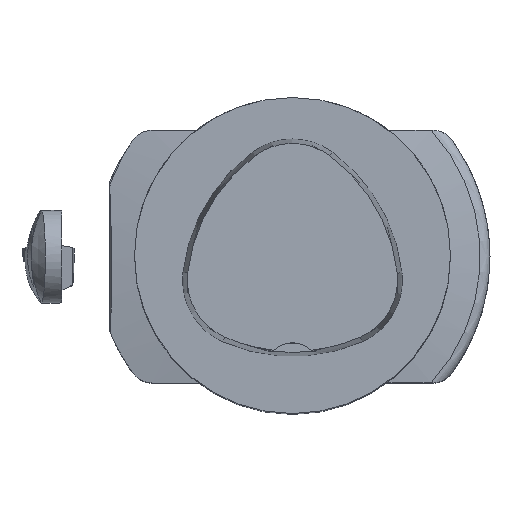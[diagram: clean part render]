
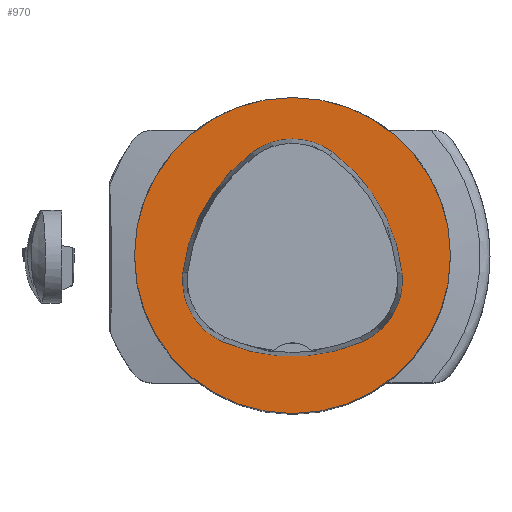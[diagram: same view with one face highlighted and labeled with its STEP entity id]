
A CAD part, top view. The second image highlights one B-rep face of the part: STEP entity #970.
In plain terms, the highlighted planar face has unit normal (0, 0, 1).
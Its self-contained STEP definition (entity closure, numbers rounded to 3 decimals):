
#296=FACE_BOUND('',#2082,.T.);
#297=FACE_BOUND('',#2083,.T.);
#375=CIRCLE('',#7989,40.);
#376=CIRCLE('',#7995,44.);
#378=CIRCLE('',#7998,17.);
#380=CIRCLE('',#8001,44.);
#382=CIRCLE('',#8004,17.);
#386=CIRCLE('',#8009,44.);
#388=CIRCLE('',#8012,17.);
#970=ADVANCED_FACE('',(#296,#297),#1360,.T.);
#1360=PLANE('',#8017);
#2082=EDGE_LOOP('',(#2751,#2752,#2753,#2754,#2755,#2756));
#2083=EDGE_LOOP('',(#2757));
#2751=ORIENTED_EDGE('',*,*,#5624,.T.);
#2752=ORIENTED_EDGE('',*,*,#5604,.T.);
#2753=ORIENTED_EDGE('',*,*,#5608,.T.);
#2754=ORIENTED_EDGE('',*,*,#5611,.T.);
#2755=ORIENTED_EDGE('',*,*,#5614,.T.);
#2756=ORIENTED_EDGE('',*,*,#5622,.T.);
#2757=ORIENTED_EDGE('',*,*,#5595,.F.);
#4805=VERTEX_POINT('',#10882);
#4814=VERTEX_POINT('',#10901);
#4815=VERTEX_POINT('',#10902);
#4818=VERTEX_POINT('',#10910);
#4820=VERTEX_POINT('',#10916);
#4822=VERTEX_POINT('',#10922);
#4829=VERTEX_POINT('',#10943);
#5595=EDGE_CURVE('',#4805,#4805,#375,.T.);
#5604=EDGE_CURVE('',#4814,#4815,#376,.T.);
#5608=EDGE_CURVE('',#4815,#4818,#378,.T.);
#5611=EDGE_CURVE('',#4818,#4820,#380,.T.);
#5614=EDGE_CURVE('',#4820,#4822,#382,.T.);
#5622=EDGE_CURVE('',#4822,#4829,#386,.T.);
#5624=EDGE_CURVE('',#4829,#4814,#388,.T.);
#7989=AXIS2_PLACEMENT_3D('',#10881,#8834,#8835);
#7995=AXIS2_PLACEMENT_3D('',#10900,#8850,#8851);
#7998=AXIS2_PLACEMENT_3D('',#10909,#8858,#8859);
#8001=AXIS2_PLACEMENT_3D('',#10915,#8865,#8866);
#8004=AXIS2_PLACEMENT_3D('',#10921,#8872,#8873);
#8009=AXIS2_PLACEMENT_3D('',#10944,#8884,#8885);
#8012=AXIS2_PLACEMENT_3D('',#10947,#8890,#8891);
#8017=AXIS2_PLACEMENT_3D('',#10952,#8900,#8901);
#8834=DIRECTION('',(0.,0.,-1.));
#8835=DIRECTION('',(-1.,0.,0.));
#8850=DIRECTION('',(0.,0.,-1.));
#8851=DIRECTION('',(-1.,0.,0.));
#8858=DIRECTION('',(0.,0.,-1.));
#8859=DIRECTION('',(-1.,0.,0.));
#8865=DIRECTION('',(0.,0.,-1.));
#8866=DIRECTION('',(-1.,0.,0.));
#8872=DIRECTION('',(0.,0.,-1.));
#8873=DIRECTION('',(-1.,0.,0.));
#8884=DIRECTION('',(0.,0.,-1.));
#8885=DIRECTION('',(-1.,0.,0.));
#8890=DIRECTION('',(0.,0.,-1.));
#8891=DIRECTION('',(-1.,0.,0.));
#8900=DIRECTION('',(0.,0.,1.));
#8901=DIRECTION('',(1.,0.,0.));
#10881=CARTESIAN_POINT('',(0.,0.,0.));
#10882=CARTESIAN_POINT('',(-40.,0.,0.));
#10900=CARTESIAN_POINT('',(16.01,-9.224,0.));
#10901=CARTESIAN_POINT('',(-27.722,-4.378,0.));
#10902=CARTESIAN_POINT('',(-10.119,26.178,0.));
#10909=CARTESIAN_POINT('',(-0.023,12.5,0.));
#10910=CARTESIAN_POINT('',(10.049,26.194,0.));
#10915=CARTESIAN_POINT('',(-16.021,-9.25,0.));
#10916=CARTESIAN_POINT('',(27.71,-4.394,0.));
#10921=CARTESIAN_POINT('',(10.814,-6.27,0.));
#10922=CARTESIAN_POINT('',(17.611,-21.852,0.));
#10943=CARTESIAN_POINT('',(-17.652,-21.819,0.));
#10944=CARTESIAN_POINT('',(0.017,18.477,0.));
#10947=CARTESIAN_POINT('',(-10.825,-6.25,0.));
#10952=CARTESIAN_POINT('',(0.,0.,0.));
